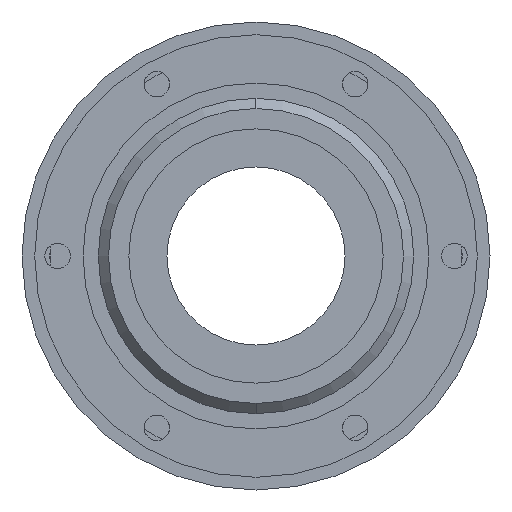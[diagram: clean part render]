
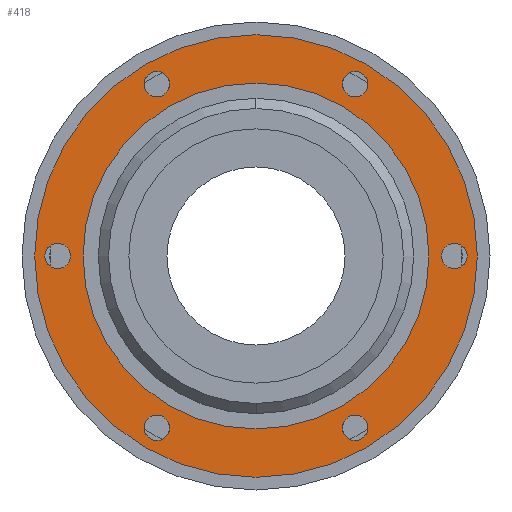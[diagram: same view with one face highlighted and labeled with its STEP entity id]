
A CAD part, left-side view. The second image highlights one B-rep face of the part: STEP entity #418.
In plain terms, the highlighted planar face has unit normal (-1, 0, 0).
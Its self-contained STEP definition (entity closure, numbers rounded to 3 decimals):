
#418=ADVANCED_FACE('',(#855,#856,#857,#858,#859,#860,#861,#862),#863,.T.);
#855=FACE_BOUND('',#1333,.T.);
#856=FACE_BOUND('',#1334,.T.);
#857=FACE_BOUND('',#1335,.T.);
#858=FACE_BOUND('',#1336,.T.);
#859=FACE_BOUND('',#1337,.T.);
#860=FACE_BOUND('',#1338,.T.);
#861=FACE_OUTER_BOUND('',#1339,.T.);
#862=FACE_BOUND('',#1340,.T.);
#863=PLANE('',#1341);
#1333=EDGE_LOOP('',(#2472,#2473));
#1334=EDGE_LOOP('',(#2474,#2475));
#1335=EDGE_LOOP('',(#2476,#2477));
#1336=EDGE_LOOP('',(#2478,#2479));
#1337=EDGE_LOOP('',(#2480,#2481));
#1338=EDGE_LOOP('',(#2482,#2483));
#1339=EDGE_LOOP('',(#2484,#2485));
#1340=EDGE_LOOP('',(#2486,#2487));
#1341=AXIS2_PLACEMENT_3D('',#2488,#2489,#2490);
#2472=ORIENTED_EDGE('',*,*,#2788,.T.);
#2473=ORIENTED_EDGE('',*,*,#3098,.T.);
#2474=ORIENTED_EDGE('',*,*,#2783,.T.);
#2475=ORIENTED_EDGE('',*,*,#3104,.T.);
#2476=ORIENTED_EDGE('',*,*,#2777,.T.);
#2477=ORIENTED_EDGE('',*,*,#3109,.T.);
#2478=ORIENTED_EDGE('',*,*,#2771,.T.);
#2479=ORIENTED_EDGE('',*,*,#3114,.T.);
#2480=ORIENTED_EDGE('',*,*,#2764,.T.);
#2481=ORIENTED_EDGE('',*,*,#3118,.T.);
#2482=ORIENTED_EDGE('',*,*,#2758,.T.);
#2483=ORIENTED_EDGE('',*,*,#3124,.T.);
#2484=ORIENTED_EDGE('',*,*,#2731,.F.);
#2485=ORIENTED_EDGE('',*,*,#3140,.F.);
#2486=ORIENTED_EDGE('',*,*,#2738,.T.);
#2487=ORIENTED_EDGE('',*,*,#3138,.T.);
#2488=CARTESIAN_POINT('',(12.0,0.0,-38.75));
#2489=DIRECTION('',(-1.0,0.0,0.0));
#2490=DIRECTION('',(0.0,0.0,1.0));
#2731=EDGE_CURVE('',#3252,#3255,#3256,.T.);
#2738=EDGE_CURVE('',#3262,#3266,#3268,.T.);
#2758=EDGE_CURVE('',#3295,#3301,#3303,.T.);
#2764=EDGE_CURVE('',#3306,#3311,#3313,.T.);
#2771=EDGE_CURVE('',#3316,#3322,#3324,.T.);
#2777=EDGE_CURVE('',#3327,#3332,#3334,.T.);
#2783=EDGE_CURVE('',#3337,#3343,#3345,.T.);
#2788=EDGE_CURVE('',#3348,#3352,#3354,.T.);
#3098=EDGE_CURVE('',#3352,#3348,#3806,.T.);
#3104=EDGE_CURVE('',#3343,#3337,#3813,.T.);
#3109=EDGE_CURVE('',#3332,#3327,#3818,.T.);
#3114=EDGE_CURVE('',#3322,#3316,#3823,.T.);
#3118=EDGE_CURVE('',#3311,#3306,#3827,.T.);
#3124=EDGE_CURVE('',#3301,#3295,#3834,.T.);
#3138=EDGE_CURVE('',#3266,#3262,#3848,.T.);
#3140=EDGE_CURVE('',#3255,#3252,#3850,.T.);
#3252=VERTEX_POINT('',#3976);
#3255=VERTEX_POINT('',#3980);
#3256=CIRCLE('',#3981,43.5);
#3262=VERTEX_POINT('',#3988);
#3266=VERTEX_POINT('',#3993);
#3268=CIRCLE('',#3996,34.0);
#3295=VERTEX_POINT('',#4029);
#3301=VERTEX_POINT('',#4036);
#3303=CIRCLE('',#4039,2.5);
#3306=VERTEX_POINT('',#4042);
#3311=VERTEX_POINT('',#4048);
#3313=CIRCLE('',#4051,2.5);
#3316=VERTEX_POINT('',#4054);
#3322=VERTEX_POINT('',#4061);
#3324=CIRCLE('',#4064,2.5);
#3327=VERTEX_POINT('',#4067);
#3332=VERTEX_POINT('',#4073);
#3334=CIRCLE('',#4076,2.5);
#3337=VERTEX_POINT('',#4079);
#3343=VERTEX_POINT('',#4086);
#3345=CIRCLE('',#4089,2.5);
#3348=VERTEX_POINT('',#4092);
#3352=VERTEX_POINT('',#4097);
#3354=CIRCLE('',#4100,2.5);
#3806=CIRCLE('',#4688,2.5);
#3813=CIRCLE('',#4695,2.5);
#3818=CIRCLE('',#4700,2.5);
#3823=CIRCLE('',#4705,2.5);
#3827=CIRCLE('',#4709,2.5);
#3834=CIRCLE('',#4716,2.5);
#3848=CIRCLE('',#4730,34.0);
#3850=CIRCLE('',#4732,43.5);
#3976=CARTESIAN_POINT('',(12.0,0.0,-43.5));
#3980=CARTESIAN_POINT('',(12.0,0.,43.5));
#3981=AXIS2_PLACEMENT_3D('',#4846,#4847,#4848);
#3988=CARTESIAN_POINT('',(12.0,0.0,-34.0));
#3993=CARTESIAN_POINT('',(12.0,0.,34.0));
#3996=AXIS2_PLACEMENT_3D('',#4858,#4859,#4860);
#4029=CARTESIAN_POINT('',(12.0,-19.5,31.275));
#4036=CARTESIAN_POINT('',(12.0,-19.5,36.275));
#4039=AXIS2_PLACEMENT_3D('',#4890,#4891,#4892);
#4042=CARTESIAN_POINT('',(12.0,19.5,31.275));
#4048=CARTESIAN_POINT('',(12.0,19.5,36.275));
#4051=AXIS2_PLACEMENT_3D('',#4901,#4902,#4903);
#4054=CARTESIAN_POINT('',(12.0,39.0,-2.5));
#4061=CARTESIAN_POINT('',(12.0,39.0,2.5));
#4064=AXIS2_PLACEMENT_3D('',#4915,#4916,#4917);
#4067=CARTESIAN_POINT('',(12.0,19.5,-36.275));
#4073=CARTESIAN_POINT('',(12.0,19.5,-31.275));
#4076=AXIS2_PLACEMENT_3D('',#4926,#4927,#4928);
#4079=CARTESIAN_POINT('',(12.0,-19.5,-36.275));
#4086=CARTESIAN_POINT('',(12.0,-19.5,-31.275));
#4089=AXIS2_PLACEMENT_3D('',#4937,#4938,#4939);
#4092=CARTESIAN_POINT('',(12.0,-39.0,-2.5));
#4097=CARTESIAN_POINT('',(12.0,-39.0,2.5));
#4100=AXIS2_PLACEMENT_3D('',#4945,#4946,#4947);
#4688=AXIS2_PLACEMENT_3D('',#5333,#5334,#5335);
#4695=AXIS2_PLACEMENT_3D('',#5345,#5346,#5347);
#4700=AXIS2_PLACEMENT_3D('',#5354,#5355,#5356);
#4705=AXIS2_PLACEMENT_3D('',#5363,#5364,#5365);
#4709=AXIS2_PLACEMENT_3D('',#5369,#5370,#5371);
#4716=AXIS2_PLACEMENT_3D('',#5381,#5382,#5383);
#4730=AXIS2_PLACEMENT_3D('',#5405,#5406,#5407);
#4732=AXIS2_PLACEMENT_3D('',#5408,#5409,#5410);
#4846=CARTESIAN_POINT('',(12.0,0.0,0.0));
#4847=DIRECTION('',(1.0,0.0,0.0));
#4848=DIRECTION('',(0.0,0.0,-1.0));
#4858=CARTESIAN_POINT('',(12.0,0.0,0.0));
#4859=DIRECTION('',(1.0,0.0,0.0));
#4860=DIRECTION('',(0.0,0.0,-1.0));
#4890=CARTESIAN_POINT('',(12.0,-19.5,33.775));
#4891=DIRECTION('',(1.0,-0.0,0.0));
#4892=DIRECTION('',(0.0,0.0,-1.0));
#4901=CARTESIAN_POINT('',(12.0,19.5,33.775));
#4902=DIRECTION('',(1.0,-0.0,0.0));
#4903=DIRECTION('',(0.0,0.0,-1.0));
#4915=CARTESIAN_POINT('',(12.0,39.0,0.0));
#4916=DIRECTION('',(1.0,-0.0,0.0));
#4917=DIRECTION('',(0.0,0.0,-1.0));
#4926=CARTESIAN_POINT('',(12.0,19.5,-33.775));
#4927=DIRECTION('',(1.0,-0.0,0.0));
#4928=DIRECTION('',(0.0,0.0,-1.0));
#4937=CARTESIAN_POINT('',(12.0,-19.5,-33.775));
#4938=DIRECTION('',(1.0,-0.0,0.0));
#4939=DIRECTION('',(0.0,0.0,-1.0));
#4945=CARTESIAN_POINT('',(12.0,-39.0,0.0));
#4946=DIRECTION('',(1.0,-0.0,0.0));
#4947=DIRECTION('',(0.0,0.0,-1.0));
#5333=CARTESIAN_POINT('',(12.0,-39.0,0.0));
#5334=DIRECTION('',(1.0,-0.0,0.0));
#5335=DIRECTION('',(0.0,0.0,-1.0));
#5345=CARTESIAN_POINT('',(12.0,-19.5,-33.775));
#5346=DIRECTION('',(1.0,-0.0,0.0));
#5347=DIRECTION('',(0.0,0.0,-1.0));
#5354=CARTESIAN_POINT('',(12.0,19.5,-33.775));
#5355=DIRECTION('',(1.0,-0.0,0.0));
#5356=DIRECTION('',(0.0,0.0,-1.0));
#5363=CARTESIAN_POINT('',(12.0,39.0,0.0));
#5364=DIRECTION('',(1.0,-0.0,0.0));
#5365=DIRECTION('',(0.0,0.0,-1.0));
#5369=CARTESIAN_POINT('',(12.0,19.5,33.775));
#5370=DIRECTION('',(1.0,-0.0,0.0));
#5371=DIRECTION('',(0.0,0.0,-1.0));
#5381=CARTESIAN_POINT('',(12.0,-19.5,33.775));
#5382=DIRECTION('',(1.0,-0.0,0.0));
#5383=DIRECTION('',(0.0,0.0,-1.0));
#5405=CARTESIAN_POINT('',(12.0,0.0,0.0));
#5406=DIRECTION('',(1.0,0.0,0.0));
#5407=DIRECTION('',(0.0,0.0,-1.0));
#5408=CARTESIAN_POINT('',(12.0,0.0,0.0));
#5409=DIRECTION('',(1.0,0.0,0.0));
#5410=DIRECTION('',(0.0,0.0,-1.0));
